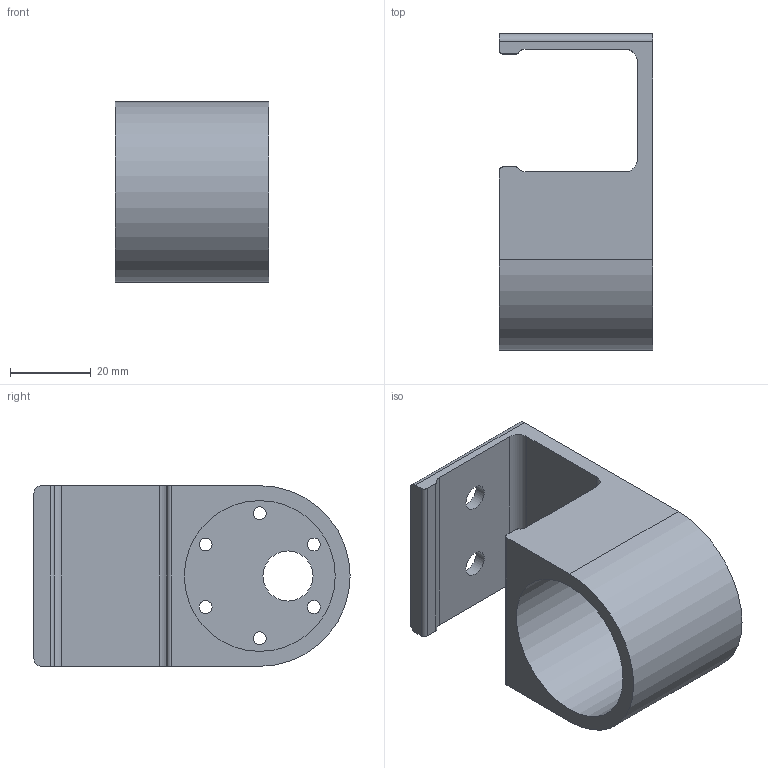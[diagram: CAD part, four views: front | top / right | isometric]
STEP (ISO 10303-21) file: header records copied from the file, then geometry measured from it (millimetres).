
FILE_DESCRIPTION(('FreeCAD Model'),'2;1');
FILE_NAME('Open CASCADE Shape Model','2026-01-27T17:09:32',('Author'),( ''),'Open CASCADE STEP processor 7.8','FreeCAD','Unknown');
FILE_SCHEMA(('AUTOMOTIVE_DESIGN { 1 0 10303 214 1 1 1 1 }'));
Length unit declared in the file: millimetre
Products named in the file (1): MotorHolder
Bounding box: 38 x 78.4 x 44.8 mm (x, y, z)
Volume: 39846.4 mm3; surface area: 20312 mm2
Topology: 1 solids, 1 shells, 37 faces, 96 edges, 64 vertices
Faces by surface type: cylinder 23, plane 14
Full cylindrical faces by diameter (mm): 3.2 x6, 6.4 x2, 12.4 x1, 15 x2, 37.4 x1
Entity records: 1214 total; most frequent: DIRECTION 218, CARTESIAN_POINT 198, ORIENTED_EDGE 192, EDGE_CURVE 96, AXIS2_PLACEMENT_3D 84, VERTEX_POINT 64, FACE_BOUND 58, EDGE_LOOP 58
